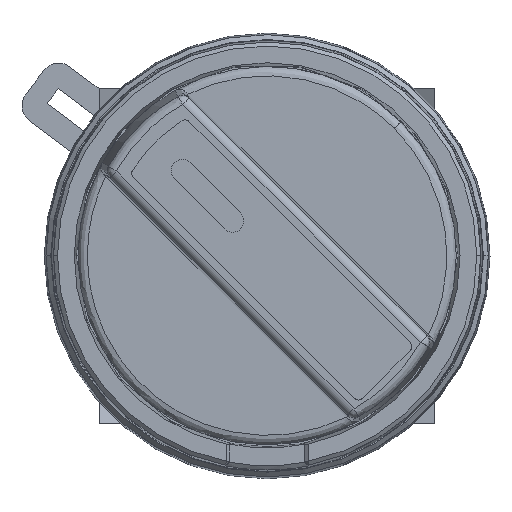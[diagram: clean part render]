
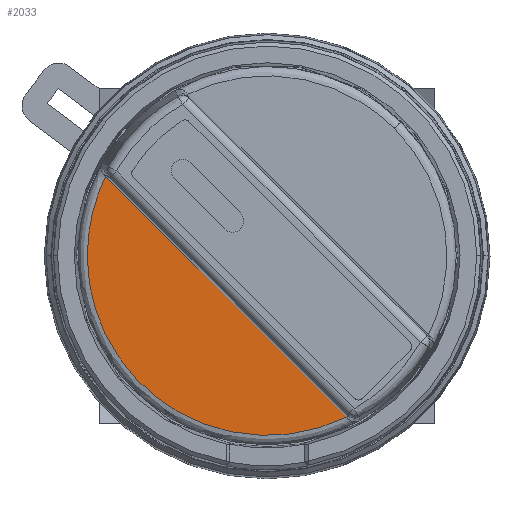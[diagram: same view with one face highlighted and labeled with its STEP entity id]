
A CAD part, top view. The second image highlights one B-rep face of the part: STEP entity #2033.
In plain terms, the highlighted planar face has unit normal (0, 0, 1).
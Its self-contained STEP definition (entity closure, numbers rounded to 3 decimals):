
#151 = FACE_OUTER_BOUND ( 'NONE', #939, .T. ) ;
#152 = AXIS2_PLACEMENT_3D ( 'NONE', #5553, #5554, #5555 ) ;
#588 =( BOUNDED_CURVE ( )  B_SPLINE_CURVE ( 3, ( #8141, #8142, #8143, #8144 ),
 .UNSPECIFIED., .F., .T. ) 
 B_SPLINE_CURVE_WITH_KNOTS ( ( 4, 4 ),
 ( 0., 1. ),
 .UNSPECIFIED. ) 
 CURVE ( )  GEOMETRIC_REPRESENTATION_ITEM ( )  RATIONAL_B_SPLINE_CURVE ( ( 0.916, 0.503, 0.504, 0.919 ) ) 
 REPRESENTATION_ITEM ( '' )  );
#939 = EDGE_LOOP ( 'NONE', ( #3986, #3985 ) ) ;
#1217 = VERTEX_POINT ( 'NONE', #6234 ) ;
#1218 = VERTEX_POINT ( 'NONE', #6235 ) ;
#2033 = ADVANCED_FACE ( 'NONE', ( #151 ), #5552, .T. ) ;
#2838 = LINE ( 'NONE', #2839, #3746 ) ;
#2839 = CARTESIAN_POINT ( 'NONE',  ( -2.192, -2.192, 12.1 ) ) ;
#2840 = DIRECTION ( 'NONE',  ( -0.707, 0.707, 0. ) ) ;
#3746 = VECTOR ( 'NONE', #2840, 1000. ) ;
#3754 = EDGE_CURVE ( 'NONE', #1218, #1217, #2838, .T. ) ;
#3985 = ORIENTED_EDGE ( 'NONE', *, *, #7411, .F. ) ;
#3986 = ORIENTED_EDGE ( 'NONE', *, *, #3754, .T. ) ;
#5552 = PLANE ( 'NONE',  #152 ) ;
#5553 = CARTESIAN_POINT ( 'NONE',  ( -0.314, -13.317, 12.1 ) ) ;
#5554 = DIRECTION ( 'NONE',  ( 0., 0., 1. ) ) ;
#5555 = DIRECTION ( 'NONE',  ( 0.707, 0.707, 0. ) ) ;
#6234 = CARTESIAN_POINT ( 'NONE',  ( -8.617, 4.233, 12.1 ) ) ;
#6235 = CARTESIAN_POINT ( 'NONE',  ( 4.233, -8.617, 12.1 ) ) ;
#7411 = EDGE_CURVE ( 'NONE', #1218, #1217, #588, .T. ) ;
#8141 = CARTESIAN_POINT ( 'NONE',  ( 4.233, -8.617, 12.1 ) ) ;
#8142 = CARTESIAN_POINT ( 'NONE',  ( -5.686, -13.489, 12.1 ) ) ;
#8143 = CARTESIAN_POINT ( 'NONE',  ( -13.48, -5.669, 12.1 ) ) ;
#8144 = CARTESIAN_POINT ( 'NONE',  ( -8.617, 4.233, 12.1 ) ) ;
